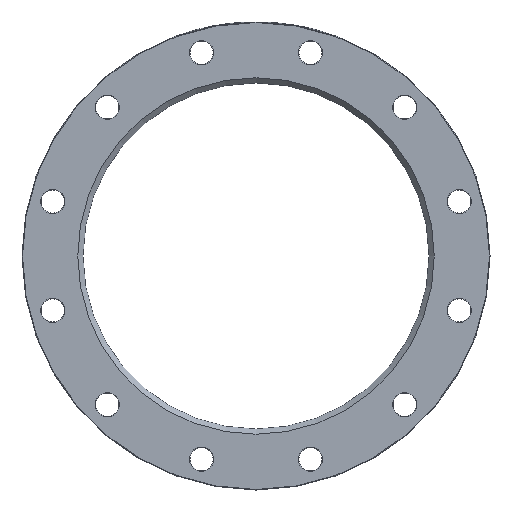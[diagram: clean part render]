
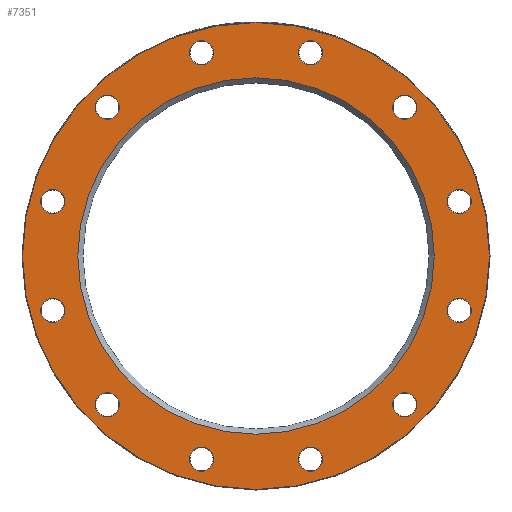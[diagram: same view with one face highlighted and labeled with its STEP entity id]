
A CAD part, left-side view. The second image highlights one B-rep face of the part: STEP entity #7351.
In plain terms, the highlighted planar face has unit normal (-1, 0, 0).
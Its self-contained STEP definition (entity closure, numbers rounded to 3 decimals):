
#35 = DIRECTION ( 'NONE',  ( 0., 0., -1. ) ) ;
#45 = CARTESIAN_POINT ( 'NONE',  ( 0., 141.421, -152.921 ) ) ;
#127 = CARTESIAN_POINT ( 'NONE',  ( 0., 193.185, -63.264 ) ) ;
#149 = EDGE_LOOP ( 'NONE', ( #1543 ) ) ;
#244 = CARTESIAN_POINT ( 'NONE',  ( 0., -51.764, -204.685 ) ) ;
#321 = CARTESIAN_POINT ( 'NONE',  ( 0., -193.185, -63.264 ) ) ;
#327 = EDGE_CURVE ( 'NONE', #1971, #1971, #4489, .T. ) ;
#352 = EDGE_LOOP ( 'NONE', ( #4934 ) ) ;
#358 = CARTESIAN_POINT ( 'NONE',  ( 0., -193.185, 40.264 ) ) ;
#394 = ORIENTED_EDGE ( 'NONE', *, *, #7099, .T. ) ;
#477 = DIRECTION ( 'NONE',  ( 1., 0., 0. ) ) ;
#491 = AXIS2_PLACEMENT_3D ( 'NONE', #6433, #3914, #2668 ) ;
#506 = AXIS2_PLACEMENT_3D ( 'NONE', #7142, #5273, #5900 ) ;
#560 = CIRCLE ( 'NONE', #6516, 11.5 ) ;
#575 = EDGE_CURVE ( 'NONE', #2642, #2642, #6880, .T. ) ;
#620 = EDGE_CURVE ( 'NONE', #4500, #4500, #5417, .T. ) ;
#780 = EDGE_LOOP ( 'NONE', ( #2130 ) ) ;
#790 = DIRECTION ( 'NONE',  ( 1., 0., 0. ) ) ;
#905 = AXIS2_PLACEMENT_3D ( 'NONE', #4861, #4250, #6777 ) ;
#945 = CIRCLE ( 'NONE', #1997, 11.5 ) ;
#1022 = EDGE_CURVE ( 'NONE', #5077, #5077, #5306, .T. ) ;
#1052 = DIRECTION ( 'NONE',  ( 0., 0., -1. ) ) ;
#1128 = EDGE_CURVE ( 'NONE', #1314, #1314, #945, .T. ) ;
#1224 = FACE_BOUND ( 'NONE', #6434, .T. ) ;
#1262 = FACE_BOUND ( 'NONE', #780, .T. ) ;
#1301 = AXIS2_PLACEMENT_3D ( 'NONE', #1910, #3240, #4438 ) ;
#1314 = VERTEX_POINT ( 'NONE', #7036 ) ;
#1379 = EDGE_LOOP ( 'NONE', ( #6681 ) ) ;
#1478 = VERTEX_POINT ( 'NONE', #3424 ) ;
#1518 = VERTEX_POINT ( 'NONE', #321 ) ;
#1543 = ORIENTED_EDGE ( 'NONE', *, *, #5479, .T. ) ;
#1563 = DIRECTION ( 'NONE',  ( 0., 0., -1. ) ) ;
#1697 = CIRCLE ( 'NONE', #7385, 11.5 ) ;
#1729 = EDGE_LOOP ( 'NONE', ( #4284 ) ) ;
#1738 = AXIS2_PLACEMENT_3D ( 'NONE', #6124, #3558, #4300 ) ;
#1882 = FACE_BOUND ( 'NONE', #3919, .T. ) ;
#1910 = CARTESIAN_POINT ( 'NONE',  ( 0., -51.764, 193.185 ) ) ;
#1929 = EDGE_LOOP ( 'NONE', ( #6892 ) ) ;
#1931 = CARTESIAN_POINT ( 'NONE',  ( 0., -141.421, -152.921 ) ) ;
#1951 = DIRECTION ( 'NONE',  ( 1., 0., 0. ) ) ;
#1971 = VERTEX_POINT ( 'NONE', #1931 ) ;
#1997 = AXIS2_PLACEMENT_3D ( 'NONE', #5458, #7984, #5662 ) ;
#2045 = ORIENTED_EDGE ( 'NONE', *, *, #2482, .T. ) ;
#2130 = ORIENTED_EDGE ( 'NONE', *, *, #620, .T. ) ;
#2215 = FACE_BOUND ( 'NONE', #352, .T. ) ;
#2258 = VERTEX_POINT ( 'NONE', #358 ) ;
#2482 = EDGE_CURVE ( 'NONE', #2684, #2684, #7386, .T. ) ;
#2586 = EDGE_CURVE ( 'NONE', #5324, #5324, #5780, .T. ) ;
#2642 = VERTEX_POINT ( 'NONE', #5703 ) ;
#2668 = DIRECTION ( 'NONE',  ( 0., 0., -1. ) ) ;
#2684 = VERTEX_POINT ( 'NONE', #2841 ) ;
#2723 = VERTEX_POINT ( 'NONE', #3466 ) ;
#2841 = CARTESIAN_POINT ( 'NONE',  ( 0., 0., -222. ) ) ;
#2922 = CARTESIAN_POINT ( 'NONE',  ( 0., 51.764, 193.185 ) ) ;
#2960 = CARTESIAN_POINT ( 'NONE',  ( 0., 141.421, 141.421 ) ) ;
#2966 = FACE_BOUND ( 'NONE', #5310, .T. ) ;
#3005 = CARTESIAN_POINT ( 'NONE',  ( 0., 164.5, 0. ) ) ;
#3231 = EDGE_LOOP ( 'NONE', ( #394 ) ) ;
#3240 = DIRECTION ( 'NONE',  ( 1., 0., 0. ) ) ;
#3386 = DIRECTION ( 'NONE',  ( 1., 0., 0. ) ) ;
#3424 = CARTESIAN_POINT ( 'NONE',  ( 0., 51.764, 181.685 ) ) ;
#3444 = EDGE_CURVE ( 'NONE', #1478, #1478, #560, .T. ) ;
#3466 = CARTESIAN_POINT ( 'NONE',  ( 0., 0., -169.5 ) ) ;
#3558 = DIRECTION ( 'NONE',  ( 1., 0., 0. ) ) ;
#3587 = DIRECTION ( 'NONE',  ( 0., 0., -1. ) ) ;
#3670 = FACE_BOUND ( 'NONE', #6766, .T. ) ;
#3914 = DIRECTION ( 'NONE',  ( 1., 0., 0. ) ) ;
#3919 = EDGE_LOOP ( 'NONE', ( #7186 ) ) ;
#3926 = ORIENTED_EDGE ( 'NONE', *, *, #4859, .T. ) ;
#3949 = CIRCLE ( 'NONE', #8043, 11.5 ) ;
#4067 = EDGE_CURVE ( 'NONE', #1518, #1518, #4402, .T. ) ;
#4088 = CARTESIAN_POINT ( 'NONE',  ( 0., -141.421, 129.921 ) ) ;
#4249 = FACE_BOUND ( 'NONE', #6501, .T. ) ;
#4250 = DIRECTION ( 'NONE',  ( 1., 0., 0. ) ) ;
#4284 = ORIENTED_EDGE ( 'NONE', *, *, #2586, .T. ) ;
#4289 = PLANE ( 'NONE',  #7402 ) ;
#4300 = DIRECTION ( 'NONE',  ( 0., 0., -1. ) ) ;
#4367 = AXIS2_PLACEMENT_3D ( 'NONE', #2960, #6063, #5521 ) ;
#4402 = CIRCLE ( 'NONE', #6250, 11.5 ) ;
#4438 = DIRECTION ( 'NONE',  ( 0., 0., -1. ) ) ;
#4489 = CIRCLE ( 'NONE', #7926, 11.5 ) ;
#4500 = VERTEX_POINT ( 'NONE', #45 ) ;
#4584 = AXIS2_PLACEMENT_3D ( 'NONE', #7857, #6537, #1563 ) ;
#4619 = EDGE_CURVE ( 'NONE', #4702, #4702, #5262, .T. ) ;
#4702 = VERTEX_POINT ( 'NONE', #4088 ) ;
#4703 = CARTESIAN_POINT ( 'NONE',  ( 0., -141.421, -141.421 ) ) ;
#4709 = ORIENTED_EDGE ( 'NONE', *, *, #1022, .T. ) ;
#4759 = EDGE_CURVE ( 'NONE', #2723, #2723, #6456, .T. ) ;
#4859 = EDGE_CURVE ( 'NONE', #5990, #5990, #3949, .T. ) ;
#4861 = CARTESIAN_POINT ( 'NONE',  ( 0., -141.421, 141.421 ) ) ;
#4864 = CIRCLE ( 'NONE', #1301, 11.5 ) ;
#4934 = ORIENTED_EDGE ( 'NONE', *, *, #575, .T. ) ;
#4971 = CARTESIAN_POINT ( 'NONE',  ( 0., 141.421, -141.421 ) ) ;
#4974 = ORIENTED_EDGE ( 'NONE', *, *, #4619, .T. ) ;
#5077 = VERTEX_POINT ( 'NONE', #127 ) ;
#5262 = CIRCLE ( 'NONE', #905, 11.5 ) ;
#5273 = DIRECTION ( 'NONE',  ( 1., 0., 0. ) ) ;
#5306 = CIRCLE ( 'NONE', #1738, 11.5 ) ;
#5310 = EDGE_LOOP ( 'NONE', ( #4974 ) ) ;
#5324 = VERTEX_POINT ( 'NONE', #244 ) ;
#5397 = ORIENTED_EDGE ( 'NONE', *, *, #4759, .T. ) ;
#5417 = CIRCLE ( 'NONE', #7403, 11.5 ) ;
#5436 = DIRECTION ( 'NONE',  ( 1., 0., 0. ) ) ;
#5444 = DIRECTION ( 'NONE',  ( 1., 0., 0. ) ) ;
#5458 = CARTESIAN_POINT ( 'NONE',  ( 0., 193.185, 51.764 ) ) ;
#5479 = EDGE_CURVE ( 'NONE', #6847, #6847, #4864, .T. ) ;
#5487 = FACE_BOUND ( 'NONE', #3231, .T. ) ;
#5521 = DIRECTION ( 'NONE',  ( 0., 0., -1. ) ) ;
#5599 = DIRECTION ( 'NONE',  ( 0., 0., -1. ) ) ;
#5662 = DIRECTION ( 'NONE',  ( 0., 0., -1. ) ) ;
#5703 = CARTESIAN_POINT ( 'NONE',  ( 0., 141.421, 129.921 ) ) ;
#5780 = CIRCLE ( 'NONE', #491, 11.5 ) ;
#5848 = CARTESIAN_POINT ( 'NONE',  ( 0., -193.185, 51.764 ) ) ;
#5900 = DIRECTION ( 'NONE',  ( 0., 0., -1. ) ) ;
#5921 = CARTESIAN_POINT ( 'NONE',  ( 0., -193.185, -51.764 ) ) ;
#5988 = FACE_OUTER_BOUND ( 'NONE', #6439, .T. ) ;
#5990 = VERTEX_POINT ( 'NONE', #6654 ) ;
#6027 = FACE_BOUND ( 'NONE', #149, .T. ) ;
#6063 = DIRECTION ( 'NONE',  ( 1., 0., 0. ) ) ;
#6124 = CARTESIAN_POINT ( 'NONE',  ( 0., 193.185, -51.764 ) ) ;
#6231 = FACE_BOUND ( 'NONE', #1729, .T. ) ;
#6250 = AXIS2_PLACEMENT_3D ( 'NONE', #5921, #790, #7659 ) ;
#6312 = EDGE_LOOP ( 'NONE', ( #5397 ) ) ;
#6433 = CARTESIAN_POINT ( 'NONE',  ( 0., -51.764, -193.185 ) ) ;
#6434 = EDGE_LOOP ( 'NONE', ( #3926 ) ) ;
#6439 = EDGE_LOOP ( 'NONE', ( #2045 ) ) ;
#6456 = CIRCLE ( 'NONE', #506, 169.5 ) ;
#6501 = EDGE_LOOP ( 'NONE', ( #7728 ) ) ;
#6516 = AXIS2_PLACEMENT_3D ( 'NONE', #2922, #5444, #3587 ) ;
#6537 = DIRECTION ( 'NONE',  ( -1., 0., 0. ) ) ;
#6613 = DIRECTION ( 'NONE',  ( 0., 0., -1. ) ) ;
#6654 = CARTESIAN_POINT ( 'NONE',  ( 0., 51.764, -204.685 ) ) ;
#6681 = ORIENTED_EDGE ( 'NONE', *, *, #327, .T. ) ;
#6727 = CARTESIAN_POINT ( 'NONE',  ( 0., 51.764, -193.185 ) ) ;
#6766 = EDGE_LOOP ( 'NONE', ( #4709 ) ) ;
#6777 = DIRECTION ( 'NONE',  ( 0., 0., -1. ) ) ;
#6847 = VERTEX_POINT ( 'NONE', #7312 ) ;
#6880 = CIRCLE ( 'NONE', #4367, 11.5 ) ;
#6892 = ORIENTED_EDGE ( 'NONE', *, *, #4067, .T. ) ;
#6929 = DIRECTION ( 'NONE',  ( 0., 0., -1. ) ) ;
#6939 = FACE_BOUND ( 'NONE', #1379, .T. ) ;
#7036 = CARTESIAN_POINT ( 'NONE',  ( 0., 193.185, 40.264 ) ) ;
#7099 = EDGE_CURVE ( 'NONE', #2258, #2258, #1697, .T. ) ;
#7142 = CARTESIAN_POINT ( 'NONE',  ( 0., 0., 0. ) ) ;
#7186 = ORIENTED_EDGE ( 'NONE', *, *, #1128, .T. ) ;
#7312 = CARTESIAN_POINT ( 'NONE',  ( 0., -51.764, 181.685 ) ) ;
#7351 = ADVANCED_FACE ( 'NONE', ( #7887, #5988, #2215, #4249, #6027, #2966, #5487, #8013, #6939, #6231, #1224, #1262, #3670, #1882 ), #4289, .F. ) ;
#7385 = AXIS2_PLACEMENT_3D ( 'NONE', #5848, #1951, #6929 ) ;
#7386 = CIRCLE ( 'NONE', #4584, 222. ) ;
#7402 = AXIS2_PLACEMENT_3D ( 'NONE', #3005, #477, #35 ) ;
#7403 = AXIS2_PLACEMENT_3D ( 'NONE', #4971, #7507, #5599 ) ;
#7507 = DIRECTION ( 'NONE',  ( 1., 0., 0. ) ) ;
#7659 = DIRECTION ( 'NONE',  ( 0., 0., -1. ) ) ;
#7728 = ORIENTED_EDGE ( 'NONE', *, *, #3444, .T. ) ;
#7857 = CARTESIAN_POINT ( 'NONE',  ( 0., 0., 0. ) ) ;
#7887 = FACE_BOUND ( 'NONE', #6312, .T. ) ;
#7926 = AXIS2_PLACEMENT_3D ( 'NONE', #4703, #3386, #6613 ) ;
#7984 = DIRECTION ( 'NONE',  ( 1., 0., 0. ) ) ;
#8013 = FACE_BOUND ( 'NONE', #1929, .T. ) ;
#8043 = AXIS2_PLACEMENT_3D ( 'NONE', #6727, #5436, #1052 ) ;
